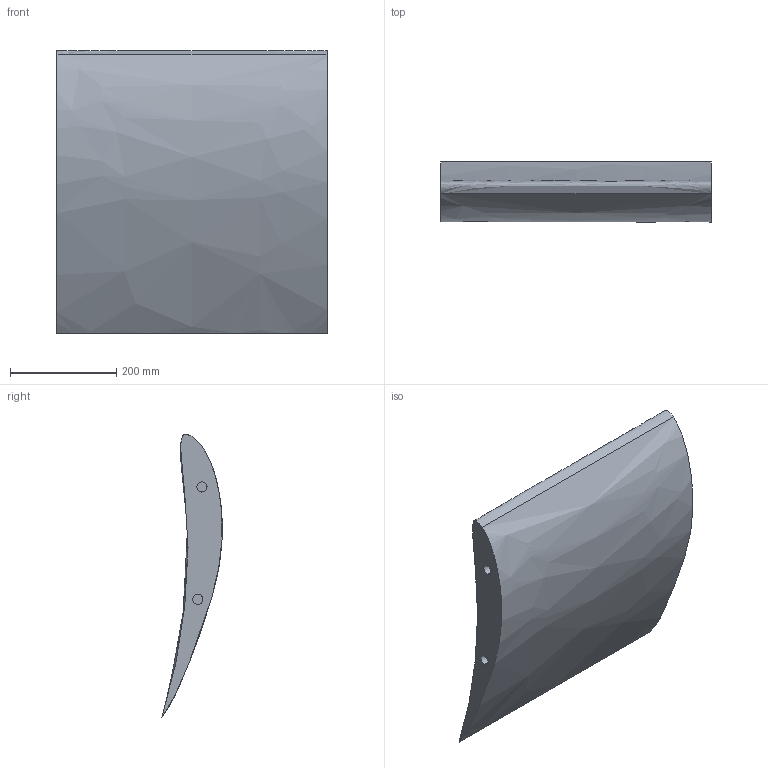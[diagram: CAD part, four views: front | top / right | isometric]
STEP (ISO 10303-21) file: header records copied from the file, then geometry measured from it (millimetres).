
FILE_DESCRIPTION (( 'STEP AP214' ), '1' );
FILE_NAME ('RW1_v1.STEP', '2024-11-21T00:32:59', ( '' ), ( '' ), 'SwSTEP 2.0', 'SolidWorks 2024', '' );
FILE_SCHEMA (( 'AUTOMOTIVE_DESIGN' ));
Length unit declared in the file: inch
Products named in the file (1): RW1_v1
Bounding box: 508 x 113.56 x 531.42 mm (x, y, z)
Volume: 11974321.9 mm3; surface area: 621490.9 mm2
Topology: 1 solids, 1 shells, 16 faces, 30 edges, 20 vertices
Faces by surface type: cylinder 8, plane 6, bspline 2
Entity records: 729 total; most frequent: CARTESIAN_POINT 373, DIRECTION 72, ORIENTED_EDGE 60, AXIS2_PLACEMENT_3D 31, EDGE_CURVE 30, EDGE_LOOP 20, VERTEX_POINT 20, FACE_OUTER_BOUND 16
